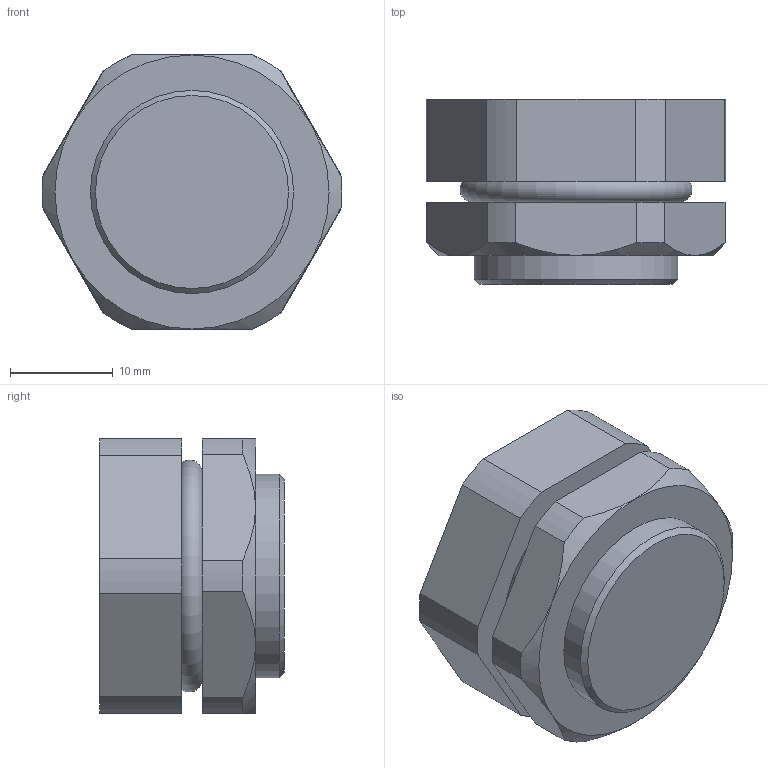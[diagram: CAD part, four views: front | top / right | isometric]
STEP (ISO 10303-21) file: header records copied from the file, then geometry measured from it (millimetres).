
FILE_DESCRIPTION(/* description */ (''),/* implementation_level */ '2;1');
FILE_NAME(/* name */ '',/* time_stamp */ '2024-02-26T10:20:53+07:00',/* author */ ('zeta-09'),/* organization */ (''),/* preprocessor_version */ 'ST-DEVELOPER v19.2',/* originating_system */ 'Autodesk Inventor 2024',/* authorisation */ '');
FILE_SCHEMA (('AUTOMOTIVE_DESIGN { 1 0 10303 214 3 1 1 }'));
Length unit declared in the file: millimetre
Products named in the file (1): Деталь6
Bounding box: 29.18 x 18 x 26.8 mm (x, y, z)
Volume: 9685.2 mm3; surface area: 3243.9 mm2
Topology: 1 solids, 1 shells, 38 faces, 93 edges, 60 vertices
Faces by surface type: plane 17, cylinder 13, cone 7, torus 1
Full cylindrical faces by diameter (mm): 19.8 x1
Entity records: 1220 total; most frequent: CARTESIAN_POINT 216, DIRECTION 196, ORIENTED_EDGE 186, EDGE_CURVE 93, AXIS2_PLACEMENT_3D 76, VERTEX_POINT 60, LINE 44, VECTOR 44
